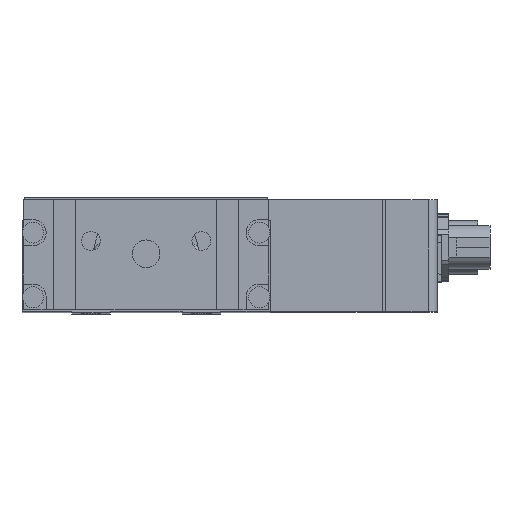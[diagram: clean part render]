
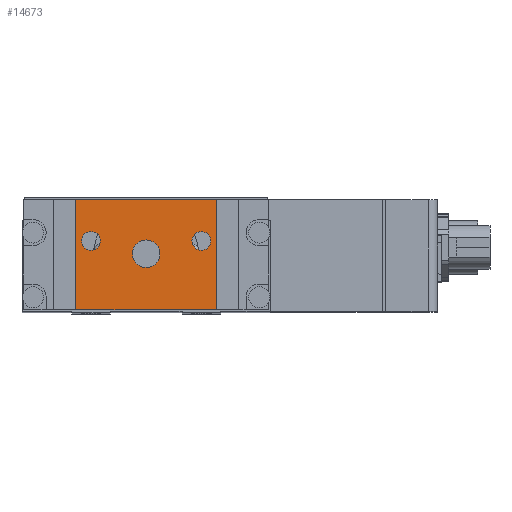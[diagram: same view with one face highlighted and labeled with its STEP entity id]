
A CAD part, top view. The second image highlights one B-rep face of the part: STEP entity #14673.
In plain terms, the highlighted planar face has unit normal (0, 0, 1).
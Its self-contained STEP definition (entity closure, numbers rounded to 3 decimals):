
#94 = CARTESIAN_POINT ( 'NONE',  ( -12.75, 9.83, 163.95 ) ) ;
#290 = CARTESIAN_POINT ( 'NONE',  ( 10., 2.33, 163.95 ) ) ;
#408 = CARTESIAN_POINT ( 'NONE',  ( -2.5, 0., 163.95 ) ) ;
#478 = DIRECTION ( 'NONE',  ( 0., 1., 0. ) ) ;
#523 = DIRECTION ( 'NONE',  ( 0., 0., 1. ) ) ;
#593 = CARTESIAN_POINT ( 'NONE',  ( 10., 2.33, 163.95 ) ) ;
#625 = ORIENTED_EDGE ( 'NONE', *, *, #12920, .T. ) ;
#1297 = EDGE_CURVE ( 'NONE', #18007, #2800, #5659, .T. ) ;
#1387 = VERTEX_POINT ( 'NONE', #408 ) ;
#1417 = EDGE_CURVE ( 'NONE', #11354, #14900, #6841, .T. ) ;
#1719 = ORIENTED_EDGE ( 'NONE', *, *, #1297, .T. ) ;
#2072 = CARTESIAN_POINT ( 'NONE',  ( -12.75, 9.83, 163.95 ) ) ;
#2342 = DIRECTION ( 'NONE',  ( 1., 0., 0. ) ) ;
#2393 = CARTESIAN_POINT ( 'NONE',  ( -11.7, 2.33, 163.95 ) ) ;
#2731 = LINE ( 'NONE', #15546, #10896 ) ;
#2747 = DIRECTION ( 'NONE',  ( 1., 0., 0. ) ) ;
#2800 = VERTEX_POINT ( 'NONE', #4787 ) ;
#2863 = ORIENTED_EDGE ( 'NONE', *, *, #17814, .F. ) ;
#2874 = DIRECTION ( 'NONE',  ( 0., 0., 1. ) ) ;
#2945 = CARTESIAN_POINT ( 'NONE',  ( -10., 2.33, 163.95 ) ) ;
#2959 = CARTESIAN_POINT ( 'NONE',  ( 0., 0., 163.95 ) ) ;
#3629 = CIRCLE ( 'NONE', #23497, 1.7 ) ;
#4117 = ORIENTED_EDGE ( 'NONE', *, *, #8414, .T. ) ;
#4132 = LINE ( 'NONE', #2072, #23433 ) ;
#4170 = DIRECTION ( 'NONE',  ( 1., 0., 0. ) ) ;
#4229 = ORIENTED_EDGE ( 'NONE', *, *, #18700, .F. ) ;
#4787 = CARTESIAN_POINT ( 'NONE',  ( 12.75, 9.83, 163.95 ) ) ;
#5659 = LINE ( 'NONE', #18688, #23192 ) ;
#6645 = ORIENTED_EDGE ( 'NONE', *, *, #13712, .F. ) ;
#6734 = FACE_BOUND ( 'NONE', #23080, .T. ) ;
#6820 = AXIS2_PLACEMENT_3D ( 'NONE', #2959, #12110, #6976 ) ;
#6841 = CIRCLE ( 'NONE', #23587, 1.7 ) ;
#6976 = DIRECTION ( 'NONE',  ( 1., 0., 0. ) ) ;
#7715 = DIRECTION ( 'NONE',  ( 0., 0., 1. ) ) ;
#7955 = CARTESIAN_POINT ( 'NONE',  ( 8.3, 2.33, 163.95 ) ) ;
#8019 = DIRECTION ( 'NONE',  ( 0., 0., 1. ) ) ;
#8414 = EDGE_CURVE ( 'NONE', #2800, #15075, #21158, .T. ) ;
#8452 = CARTESIAN_POINT ( 'NONE',  ( -12.75, -10.17, 163.95 ) ) ;
#8515 = CARTESIAN_POINT ( 'NONE',  ( 12.75, -10.17, 163.95 ) ) ;
#8568 = ORIENTED_EDGE ( 'NONE', *, *, #23198, .F. ) ;
#8682 = FACE_BOUND ( 'NONE', #12106, .T. ) ;
#9080 = EDGE_LOOP ( 'NONE', ( #22985, #4229 ) ) ;
#9147 = CARTESIAN_POINT ( 'NONE',  ( 11.7, 2.33, 163.95 ) ) ;
#10394 = FACE_OUTER_BOUND ( 'NONE', #13884, .T. ) ;
#10463 = CARTESIAN_POINT ( 'NONE',  ( -8.3, 2.33, 163.95 ) ) ;
#10892 = DIRECTION ( 'NONE',  ( 1., 0., 0. ) ) ;
#10896 = VECTOR ( 'NONE', #13374, 1000. ) ;
#11024 = AXIS2_PLACEMENT_3D ( 'NONE', #15677, #2874, #2747 ) ;
#11354 = VERTEX_POINT ( 'NONE', #2393 ) ;
#11787 = DIRECTION ( 'NONE',  ( -1., 0., 0. ) ) ;
#11879 = CIRCLE ( 'NONE', #14607, 1.7 ) ;
#12106 = EDGE_LOOP ( 'NONE', ( #19499, #8568 ) ) ;
#12110 = DIRECTION ( 'NONE',  ( 0., 0., 1. ) ) ;
#12920 = EDGE_CURVE ( 'NONE', #23009, #18007, #2731, .T. ) ;
#13237 = ORIENTED_EDGE ( 'NONE', *, *, #22109, .F. ) ;
#13374 = DIRECTION ( 'NONE',  ( 1., 0., 0. ) ) ;
#13712 = EDGE_CURVE ( 'NONE', #14508, #17783, #3629, .T. ) ;
#13884 = EDGE_LOOP ( 'NONE', ( #1719, #4117, #2863, #625 ) ) ;
#14508 = VERTEX_POINT ( 'NONE', #7955 ) ;
#14607 = AXIS2_PLACEMENT_3D ( 'NONE', #290, #7715, #4170 ) ;
#14673 = ADVANCED_FACE ( 'NONE', ( #6734, #10394, #16135, #8682 ), #19659, .T. ) ;
#14795 = CARTESIAN_POINT ( 'NONE',  ( 0., 0., 163.95 ) ) ;
#14900 = VERTEX_POINT ( 'NONE', #10463 ) ;
#15075 = VERTEX_POINT ( 'NONE', #94 ) ;
#15546 = CARTESIAN_POINT ( 'NONE',  ( -22.25, -10.17, 163.95 ) ) ;
#15677 = CARTESIAN_POINT ( 'NONE',  ( 0., 0., 163.95 ) ) ;
#15803 = CARTESIAN_POINT ( 'NONE',  ( 2.5, 0., 163.95 ) ) ;
#16135 = FACE_BOUND ( 'NONE', #9080, .T. ) ;
#17211 = CIRCLE ( 'NONE', #21114, 1.7 ) ;
#17358 = AXIS2_PLACEMENT_3D ( 'NONE', #14795, #20028, #10892 ) ;
#17783 = VERTEX_POINT ( 'NONE', #9147 ) ;
#17814 = EDGE_CURVE ( 'NONE', #23009, #15075, #4132, .T. ) ;
#17920 = DIRECTION ( 'NONE',  ( 1., 0., 0. ) ) ;
#18007 = VERTEX_POINT ( 'NONE', #8515 ) ;
#18688 = CARTESIAN_POINT ( 'NONE',  ( 12.75, 9.83, 163.95 ) ) ;
#18700 = EDGE_CURVE ( 'NONE', #14900, #11354, #17211, .T. ) ;
#18956 = VERTEX_POINT ( 'NONE', #15803 ) ;
#18970 = EDGE_CURVE ( 'NONE', #18956, #1387, #21132, .T. ) ;
#19499 = ORIENTED_EDGE ( 'NONE', *, *, #18970, .F. ) ;
#19537 = VECTOR ( 'NONE', #11787, 1000. ) ;
#19659 = PLANE ( 'NONE',  #6820 ) ;
#20028 = DIRECTION ( 'NONE',  ( 0., 0., 1. ) ) ;
#20648 = DIRECTION ( 'NONE',  ( 0., 1., 0. ) ) ;
#21114 = AXIS2_PLACEMENT_3D ( 'NONE', #2945, #23432, #17920 ) ;
#21132 = CIRCLE ( 'NONE', #11024, 2.5 ) ;
#21158 = LINE ( 'NONE', #23111, #19537 ) ;
#22109 = EDGE_CURVE ( 'NONE', #17783, #14508, #11879, .T. ) ;
#22715 = CARTESIAN_POINT ( 'NONE',  ( -10., 2.33, 163.95 ) ) ;
#22895 = DIRECTION ( 'NONE',  ( 1., 0., 0. ) ) ;
#22985 = ORIENTED_EDGE ( 'NONE', *, *, #1417, .F. ) ;
#23009 = VERTEX_POINT ( 'NONE', #8452 ) ;
#23080 = EDGE_LOOP ( 'NONE', ( #6645, #13237 ) ) ;
#23111 = CARTESIAN_POINT ( 'NONE',  ( -22.25, 9.83, 163.95 ) ) ;
#23192 = VECTOR ( 'NONE', #20648, 1000. ) ;
#23198 = EDGE_CURVE ( 'NONE', #1387, #18956, #23613, .T. ) ;
#23432 = DIRECTION ( 'NONE',  ( 0., 0., 1. ) ) ;
#23433 = VECTOR ( 'NONE', #478, 1000. ) ;
#23497 = AXIS2_PLACEMENT_3D ( 'NONE', #593, #8019, #22895 ) ;
#23587 = AXIS2_PLACEMENT_3D ( 'NONE', #22715, #523, #2342 ) ;
#23613 = CIRCLE ( 'NONE', #17358, 2.5 ) ;
